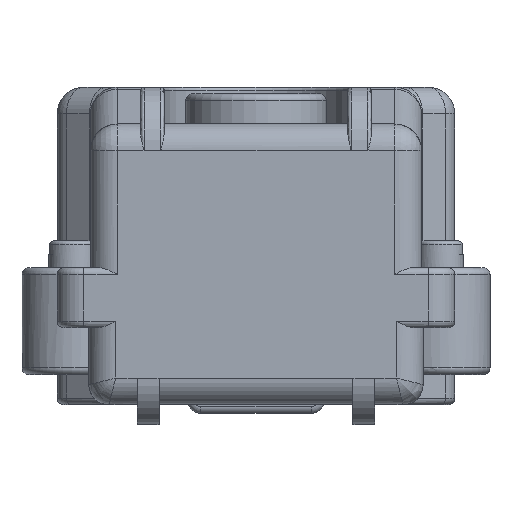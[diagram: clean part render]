
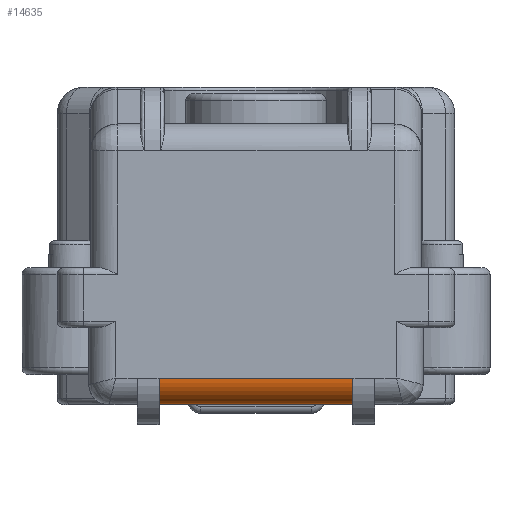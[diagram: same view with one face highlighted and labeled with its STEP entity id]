
A CAD part, front view. The second image highlights one B-rep face of the part: STEP entity #14635.
In plain terms, the highlighted cylindrical face has radius 4 mm (diameter 8 mm), a partial arc.
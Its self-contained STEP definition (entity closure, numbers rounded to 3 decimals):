
#130 = VECTOR ( 'NONE', #1908, 1000. ) ;
#1070 = ORIENTED_EDGE ( 'NONE', *, *, #7900, .F. ) ;
#1198 = DIRECTION ( 'NONE',  ( 0., 0., -1. ) ) ;
#1546 = DIRECTION ( 'NONE',  ( -1., 0., 0. ) ) ;
#1908 = DIRECTION ( 'NONE',  ( -1., 0., 0. ) ) ;
#3051 = LINE ( 'NONE', #3623, #4825 ) ;
#3257 = CARTESIAN_POINT ( 'NONE',  ( 14.5, 4., -22.25 ) ) ;
#3291 = EDGE_CURVE ( 'NONE', #5973, #13103, #6483, .T. ) ;
#3572 = DIRECTION ( 'NONE',  ( 1., 0., 0. ) ) ;
#3623 = CARTESIAN_POINT ( 'NONE',  ( 14.5, 0., -18.25 ) ) ;
#3873 = CIRCLE ( 'NONE', #15098, 4. ) ;
#4477 = AXIS2_PLACEMENT_3D ( 'NONE', #10298, #12828, #6484 ) ;
#4825 = VECTOR ( 'NONE', #3572, 1000. ) ;
#4953 = AXIS2_PLACEMENT_3D ( 'NONE', #8564, #9544, #1198 ) ;
#5620 = CYLINDRICAL_SURFACE ( 'NONE', #4477, 4. ) ;
#5890 = CARTESIAN_POINT ( 'NONE',  ( -14.5, 0., -18.25 ) ) ;
#5973 = VERTEX_POINT ( 'NONE', #6788 ) ;
#6123 = ORIENTED_EDGE ( 'NONE', *, *, #12593, .F. ) ;
#6483 = CIRCLE ( 'NONE', #4953, 4. ) ;
#6484 = DIRECTION ( 'NONE',  ( 0., 0., 1. ) ) ;
#6550 = EDGE_CURVE ( 'NONE', #7135, #7733, #3873, .T. ) ;
#6788 = CARTESIAN_POINT ( 'NONE',  ( 14.5, 0., -18.25 ) ) ;
#7135 = VERTEX_POINT ( 'NONE', #10364 ) ;
#7733 = VERTEX_POINT ( 'NONE', #5890 ) ;
#7900 = EDGE_CURVE ( 'NONE', #7733, #5973, #3051, .T. ) ;
#8564 = CARTESIAN_POINT ( 'NONE',  ( 14.5, 4., -18.25 ) ) ;
#9108 = ORIENTED_EDGE ( 'NONE', *, *, #3291, .F. ) ;
#9544 = DIRECTION ( 'NONE',  ( 1., 0., 0. ) ) ;
#10044 = LINE ( 'NONE', #10609, #130 ) ;
#10218 = DIRECTION ( 'NONE',  ( 0., 0., -1. ) ) ;
#10298 = CARTESIAN_POINT ( 'NONE',  ( 0., 4., -18.25 ) ) ;
#10364 = CARTESIAN_POINT ( 'NONE',  ( -14.5, 4., -22.25 ) ) ;
#10449 = ORIENTED_EDGE ( 'NONE', *, *, #6550, .F. ) ;
#10609 = CARTESIAN_POINT ( 'NONE',  ( -14.5, 4., -22.25 ) ) ;
#11897 = FACE_OUTER_BOUND ( 'NONE', #15009, .T. ) ;
#12593 = EDGE_CURVE ( 'NONE', #13103, #7135, #10044, .T. ) ;
#12828 = DIRECTION ( 'NONE',  ( -1., 0., 0. ) ) ;
#13103 = VERTEX_POINT ( 'NONE', #3257 ) ;
#14635 = ADVANCED_FACE ( 'NONE', ( #11897 ), #5620, .T. ) ;
#14998 = CARTESIAN_POINT ( 'NONE',  ( -14.5, 4., -18.25 ) ) ;
#15009 = EDGE_LOOP ( 'NONE', ( #10449, #6123, #9108, #1070 ) ) ;
#15098 = AXIS2_PLACEMENT_3D ( 'NONE', #14998, #1546, #10218 ) ;
